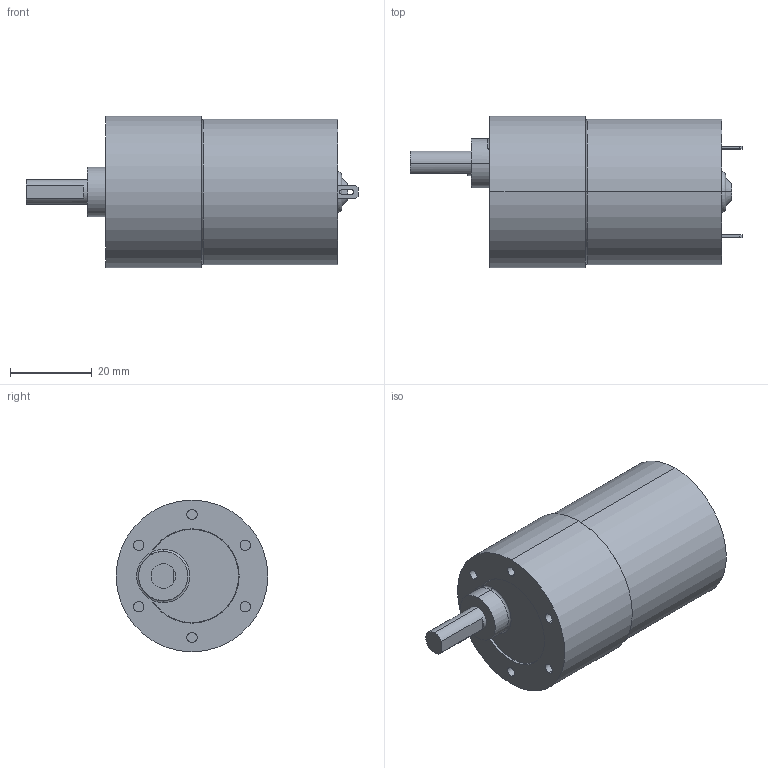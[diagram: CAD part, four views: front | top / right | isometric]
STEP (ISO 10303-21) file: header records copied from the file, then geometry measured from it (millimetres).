
FILE_DESCRIPTION (( 'STEP AP203' ), '1' );
FILE_NAME ('dc_gear_motor_12V_500rpm.STEP', '2021-04-27T20:04:13', ( '' ), ( '' ), 'SwSTEP 2.0', 'SolidWorks 2020', '' );
FILE_SCHEMA (( 'CONFIG_CONTROL_DESIGN' ));
Length unit declared in the file: millimetre
Products named in the file (1): dc_gear_motor_12V_500rpm
Bounding box: 81 x 37 x 37 mm (x, y, z)
Volume: 57452.3 mm3; surface area: 9719.7 mm2
Topology: 1 solids, 1 shells, 106 faces, 242 edges, 156 vertices
Faces by surface type: plane 43, cylinder 42, torus 16, cone 5
Entity records: 3147 total; most frequent: DIRECTION 576, CARTESIAN_POINT 555, ORIENTED_EDGE 484, EDGE_CURVE 242, AXIS2_PLACEMENT_3D 233, VERTEX_POINT 156, EDGE_LOOP 128, CIRCLE 126
